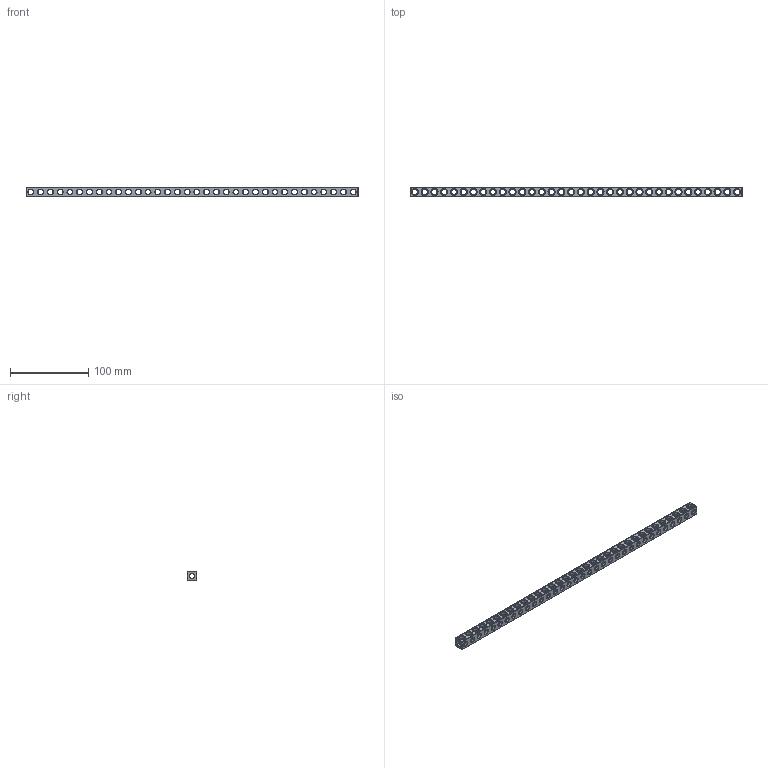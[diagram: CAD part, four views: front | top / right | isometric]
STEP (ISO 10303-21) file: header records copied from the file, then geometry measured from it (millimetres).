
FILE_DESCRIPTION(('FreeCAD Model'),'2;1');
FILE_NAME('Open CASCADE Shape Model','2021-05-23T22:23:42',( 'Paulo Kiefe'),('STEMFIE.org'),'Open CASCADE STEP processor 7.4', 'FreeCAD','Unknown');
FILE_SCHEMA(('AUTOMOTIVE_DESIGN { 1 0 10303 214 1 1 1 1 }'));
Products named in the file (1): Beam_STR_ESS_BU34x01x01_-_SPN-BEM-0071_(stemfie.org)
Bounding box: 425 x 12.5 x 12.5 mm (x, y, z)
Volume: 33190.8 mm3; surface area: 29691.1 mm2
Topology: 1 solids, 1 shells, 806 faces, 2617 edges, 1744 vertices
Faces by surface type: plane 371, cylinder 205, cone 138, extrusion 92
Full cylindrical faces by diameter (mm): 7 x171, 9.2 x34
Entity records: 99589 total; most frequent: CARTESIAN_POINT 50390, DIRECTION 8413, ORIENTED_EDGE 5234, PCURVE 5234, DEFINITIONAL_REPRESENTATION 5234, VECTOR 4696, LINE 4604, EDGE_CURVE 2617
